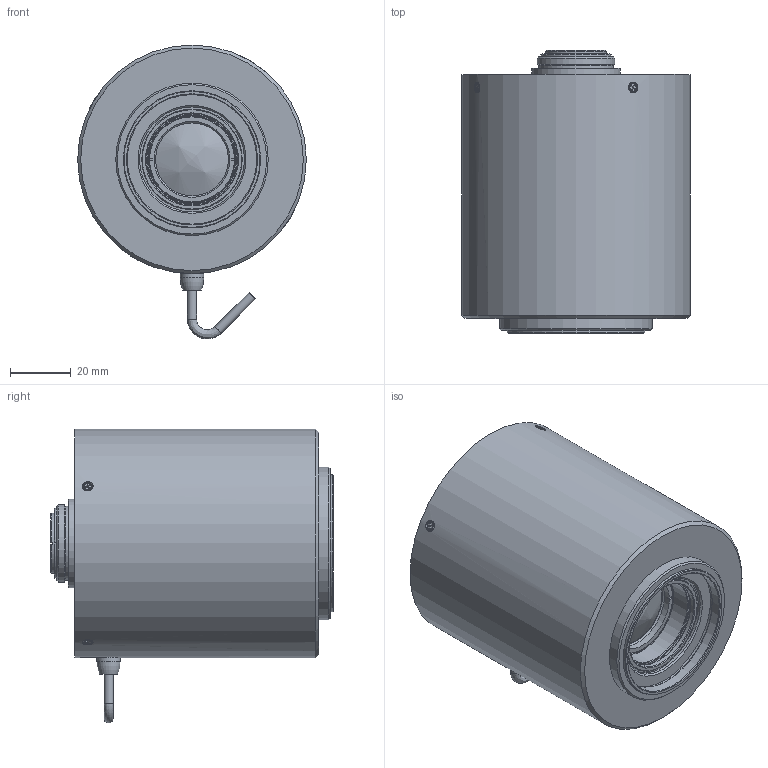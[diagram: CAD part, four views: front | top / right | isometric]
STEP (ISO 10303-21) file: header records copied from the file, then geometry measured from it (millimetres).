
FILE_DESCRIPTION (( 'STEP AP203' ), '1' );
FILE_NAME ('600121.STEP', '2025-02-08T07:10:58', ( 'Windows User' ), ( 'P R C' ), 'SwSTEP 2.0', 'SolidWorks 2020', '' );
FILE_SCHEMA (( 'CONFIG_CONTROL_DESIGN' ));
Length unit declared in the file: millimetre
Products named in the file (1): 600121
Bounding box: 75 x 92.81 x 96.4 mm (x, y, z)
Volume: 352368.9 mm3; surface area: 31907.8 mm2
Topology: 1 solids, 13 shells, 425 faces, 1054 edges, 700 vertices
Faces by surface type: plane 298, cylinder 81, cone 33, bspline 12, torus 1
Full cylindrical faces by diameter (mm): 1.7 x3, 1.8 x3, 2 x9, 2.2 x9, 3 x14, 3.5 x7, 3.6 x1, 4 x4, 7.699 x1, 16.6 x1, 19.8 x1, 20.7 x1, 23 x1, 23.9 x1, 24.4 x1, 24.904 x1, 25.4 x1, 29 x1, 29.004 x1, 30.001 x1, 30.501 x1, 32.976 x1, 34.4 x1, 42.5 x1, 43 x1, 44 x1, 45 x1, 50 x1, 75 x1
Entity records: 12454 total; most frequent: CARTESIAN_POINT 2943, DIRECTION 1871, ORIENTED_EDGE 1788, EDGE_CURVE 894, VECTOR 665, LINE 665, VERTEX_POINT 650, EDGE_LOOP 606
